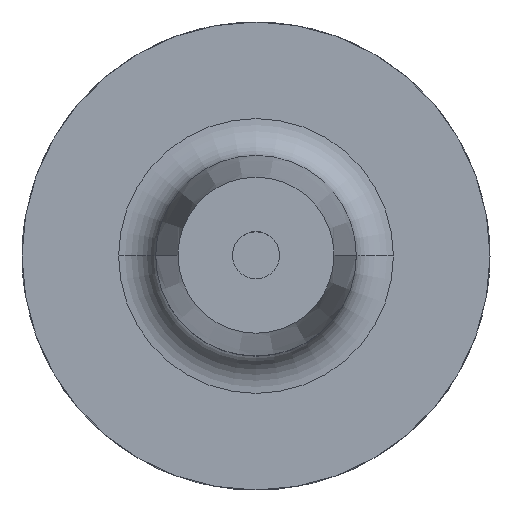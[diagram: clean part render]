
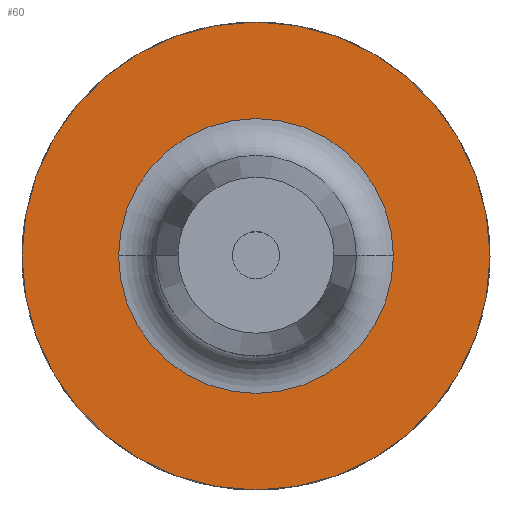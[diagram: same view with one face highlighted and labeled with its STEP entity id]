
A CAD part, top view. The second image highlights one B-rep face of the part: STEP entity #60.
In plain terms, the highlighted planar face has unit normal (0, 0, 1).
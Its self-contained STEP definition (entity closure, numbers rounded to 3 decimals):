
#21 = CIRCLE ( 'NONE', #1314, 18.5 ) ;
#26 = VERTEX_POINT ( 'NONE', #1189 ) ;
#35 = DIRECTION ( 'NONE',  ( 0., 0., -1. ) ) ;
#53 = FACE_OUTER_BOUND ( 'NONE', #1593, .T. ) ;
#60 = ADVANCED_FACE ( 'NONE', ( #1666, #53 ), #438, .F. ) ;
#135 = DIRECTION ( 'NONE',  ( -1., 0., 0. ) ) ;
#151 = CARTESIAN_POINT ( 'NONE',  ( -31.5, 0., 27. ) ) ;
#276 = DIRECTION ( 'NONE',  ( 0., 0., -1. ) ) ;
#280 = VERTEX_POINT ( 'NONE', #920 ) ;
#286 = AXIS2_PLACEMENT_3D ( 'NONE', #614, #1200, #1521 ) ;
#296 = AXIS2_PLACEMENT_3D ( 'NONE', #722, #700, #932 ) ;
#359 = DIRECTION ( 'NONE',  ( 0., 0., -1. ) ) ;
#370 = ORIENTED_EDGE ( 'NONE', *, *, #1247, .T. ) ;
#438 = PLANE ( 'NONE',  #1642 ) ;
#447 = EDGE_CURVE ( 'NONE', #280, #1396, #1525, .T. ) ;
#570 = CIRCLE ( 'NONE', #1228, 31.5 ) ;
#591 = ORIENTED_EDGE ( 'NONE', *, *, #698, .F. ) ;
#601 = CARTESIAN_POINT ( 'NONE',  ( 18.5, 0., 27. ) ) ;
#614 = CARTESIAN_POINT ( 'NONE',  ( 0., 0., 27. ) ) ;
#698 = EDGE_CURVE ( 'NONE', #26, #1582, #1026, .T. ) ;
#700 = DIRECTION ( 'NONE',  ( 0., 0., -1. ) ) ;
#722 = CARTESIAN_POINT ( 'NONE',  ( 0., 0., 27. ) ) ;
#811 = CARTESIAN_POINT ( 'NONE',  ( 0., 0., 27. ) ) ;
#886 = EDGE_CURVE ( 'NONE', #1582, #26, #570, .T. ) ;
#920 = CARTESIAN_POINT ( 'NONE',  ( -18.5, 0., 27. ) ) ;
#932 = DIRECTION ( 'NONE',  ( -1., 0., 0. ) ) ;
#1018 = DIRECTION ( 'NONE',  ( -1., 0., 0. ) ) ;
#1026 = CIRCLE ( 'NONE', #296, 31.5 ) ;
#1092 = EDGE_LOOP ( 'NONE', ( #1210, #370 ) ) ;
#1149 = ORIENTED_EDGE ( 'NONE', *, *, #886, .F. ) ;
#1189 = CARTESIAN_POINT ( 'NONE',  ( 31.5, 0., 27. ) ) ;
#1200 = DIRECTION ( 'NONE',  ( 0., 0., -1. ) ) ;
#1210 = ORIENTED_EDGE ( 'NONE', *, *, #447, .T. ) ;
#1228 = AXIS2_PLACEMENT_3D ( 'NONE', #1268, #359, #1018 ) ;
#1247 = EDGE_CURVE ( 'NONE', #1396, #280, #21, .T. ) ;
#1268 = CARTESIAN_POINT ( 'NONE',  ( 0., 0., 27. ) ) ;
#1314 = AXIS2_PLACEMENT_3D ( 'NONE', #1528, #276, #135 ) ;
#1396 = VERTEX_POINT ( 'NONE', #601 ) ;
#1410 = DIRECTION ( 'NONE',  ( -1., 0., 0. ) ) ;
#1521 = DIRECTION ( 'NONE',  ( -1., 0., 0. ) ) ;
#1525 = CIRCLE ( 'NONE', #286, 18.5 ) ;
#1528 = CARTESIAN_POINT ( 'NONE',  ( 0., 0., 27. ) ) ;
#1582 = VERTEX_POINT ( 'NONE', #151 ) ;
#1593 = EDGE_LOOP ( 'NONE', ( #1149, #591 ) ) ;
#1642 = AXIS2_PLACEMENT_3D ( 'NONE', #811, #35, #1410 ) ;
#1666 = FACE_BOUND ( 'NONE', #1092, .T. ) ;
